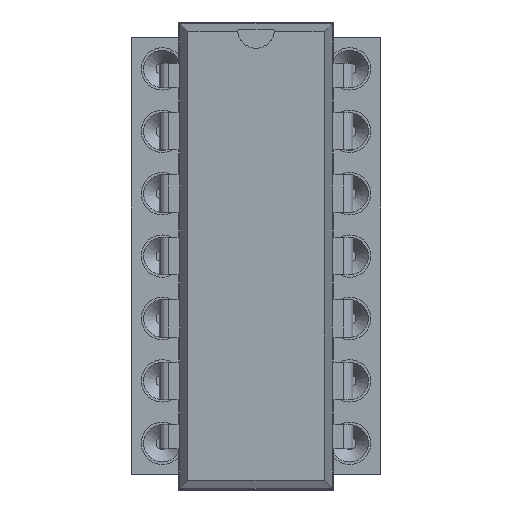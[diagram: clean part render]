
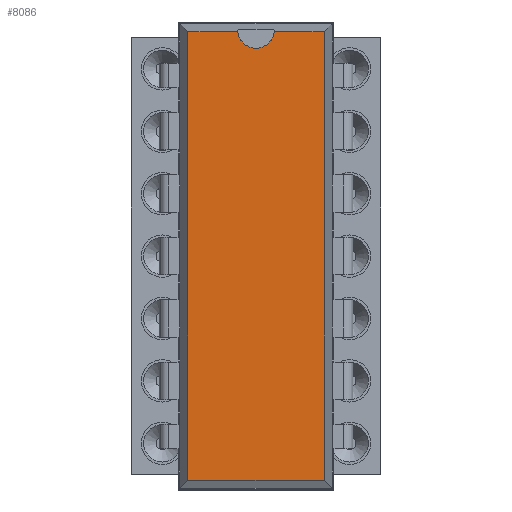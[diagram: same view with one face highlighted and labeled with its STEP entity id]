
A CAD part, top view. The second image highlights one B-rep face of the part: STEP entity #8086.
In plain terms, the highlighted planar face has unit normal (0, 0, 1).
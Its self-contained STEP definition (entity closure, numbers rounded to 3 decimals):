
#482=CIRCLE('',#8810,0.75);
#876=FACE_OUTER_BOUND('',#1405,.T.);
#1405=EDGE_LOOP('',(#6657,#6658,#6659,#6660,#6661,#6662));
#1974=LINE('',#12677,#2778);
#2095=LINE('',#12919,#2899);
#2097=LINE('',#12926,#2901);
#2106=LINE('',#12937,#2910);
#2225=LINE('',#13175,#3029);
#2778=VECTOR('',#10491,1.);
#2899=VECTOR('',#10698,1.);
#2901=VECTOR('',#10704,1.);
#2910=VECTOR('',#10715,1.);
#3029=VECTOR('',#10920,1.);
#3589=VERTEX_POINT('',#12674);
#3590=VERTEX_POINT('',#12676);
#3667=VERTEX_POINT('',#12916);
#3668=VERTEX_POINT('',#12918);
#3671=VERTEX_POINT('',#12924);
#3672=VERTEX_POINT('',#12935);
#4501=EDGE_CURVE('',#3590,#3589,#1974,.T.);
#4622=EDGE_CURVE('',#3668,#3667,#2095,.T.);
#4626=EDGE_CURVE('',#3589,#3671,#2097,.T.);
#4635=EDGE_CURVE('',#3667,#3672,#2106,.T.);
#4754=EDGE_CURVE('',#3672,#3590,#2225,.T.);
#4755=EDGE_CURVE('',#3671,#3668,#482,.T.);
#6657=ORIENTED_EDGE('',*,*,#4501,.T.);
#6658=ORIENTED_EDGE('',*,*,#4626,.T.);
#6659=ORIENTED_EDGE('',*,*,#4755,.T.);
#6660=ORIENTED_EDGE('',*,*,#4622,.T.);
#6661=ORIENTED_EDGE('',*,*,#4635,.T.);
#6662=ORIENTED_EDGE('',*,*,#4754,.T.);
#7171=PLANE('',#8809);
#8086=ADVANCED_FACE('',(#876),#7171,.F.);
#8809=AXIS2_PLACEMENT_3D('',#13176,#10921,#10922);
#8810=AXIS2_PLACEMENT_3D('',#13177,#10923,#10924);
#10491=DIRECTION('',(0.,1.,0.));
#10698=DIRECTION('',(-1.,0.,0.));
#10704=DIRECTION('',(-1.,0.,0.));
#10715=DIRECTION('',(0.,-1.,0.));
#10920=DIRECTION('',(1.,0.,0.));
#10921=DIRECTION('center_axis',(0.,0.,-1.));
#10922=DIRECTION('ref_axis',(-0.291,0.957,0.));
#10923=DIRECTION('center_axis',(0.,0.,-1.));
#10924=DIRECTION('ref_axis',(0.,-1.,0.));
#12674=CARTESIAN_POINT('',(6.586,1.506,3.68));
#12676=CARTESIAN_POINT('',(6.586,-16.746,3.68));
#12677=CARTESIAN_POINT('',(6.586,-16.746,3.68));
#12916=CARTESIAN_POINT('',(1.034,1.506,3.68));
#12918=CARTESIAN_POINT('',(3.064,1.506,3.68));
#12919=CARTESIAN_POINT('',(6.586,1.506,3.68));
#12924=CARTESIAN_POINT('',(4.556,1.506,3.68));
#12926=CARTESIAN_POINT('',(6.586,1.506,3.68));
#12935=CARTESIAN_POINT('',(1.034,-16.746,3.68));
#12937=CARTESIAN_POINT('',(1.034,1.506,3.68));
#13175=CARTESIAN_POINT('',(1.034,-16.746,3.68));
#13176=CARTESIAN_POINT('Origin',(6.586,-16.746,3.68));
#13177=CARTESIAN_POINT('Origin',(3.81,1.581,3.68));
